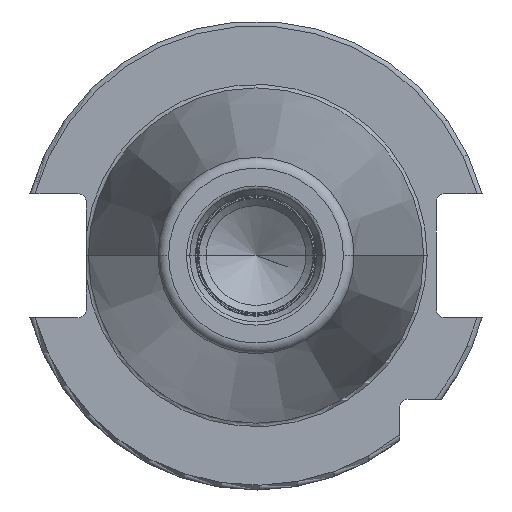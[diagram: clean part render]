
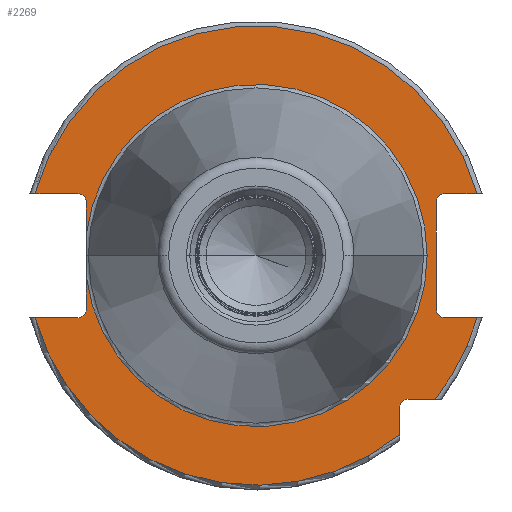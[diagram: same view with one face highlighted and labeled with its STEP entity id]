
A CAD part, left-side view. The second image highlights one B-rep face of the part: STEP entity #2269.
In plain terms, the highlighted planar face has unit normal (-1, 0, 0).
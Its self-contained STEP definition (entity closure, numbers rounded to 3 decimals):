
#105=CARTESIAN_POINT('',(3.2,35.3,-4.415));
#117=CARTESIAN_POINT('',(3.2,0.,0.));
#118=DIRECTION('',(-1.,0.,0.));
#119=DIRECTION('',(0.,0.992,-0.124));
#120=AXIS2_PLACEMENT_3D('',#117,#118,#119);
#391=CARTESIAN_POINT('',(3.2,37.05,-11.15));
#392=DIRECTION('',(1.,0.,0.));
#393=DIRECTION('',(0.,-1.,0.));
#394=AXIS2_PLACEMENT_3D('',#391,#392,#393);
#400=DIRECTION('',(0.,1.,0.));
#401=VECTOR('',#400,6.711);
#402=CARTESIAN_POINT('',(3.2,-45.961,12.9));
#403=LINE('',#402,#401);
#404=DIRECTION('',(0.,0.,1.));
#405=VECTOR('',#404,22.3);
#406=CARTESIAN_POINT('',(3.2,-37.5,-11.15));
#407=LINE('',#406,#405);
#408=DIRECTION('',(0.,1.,0.));
#409=VECTOR('',#408,6.711);
#410=CARTESIAN_POINT('',(3.2,-45.961,-12.9));
#411=LINE('',#410,#409);
#412=CARTESIAN_POINT('',(3.2,0.,0.));
#413=DIRECTION('',(-1.,0.,0.));
#414=DIRECTION('',(0.,-0.78,-0.625));
#415=AXIS2_PLACEMENT_3D('',#412,#413,#414);
#417=DIRECTION('',(0.,-1.,0.));
#418=VECTOR('',#417,5.654);
#419=CARTESIAN_POINT('',(3.2,-31.6,-29.85));
#420=LINE('',#419,#418);
#421=DIRECTION('',(0.,0.,1.));
#422=VECTOR('',#421,5.654);
#423=CARTESIAN_POINT('',(3.2,-29.85,-37.254));
#424=LINE('',#423,#422);
#425=CARTESIAN_POINT('',(3.2,0.,0.));
#426=DIRECTION('',(-1.,0.,0.));
#427=DIRECTION('',(0.,0.963,-0.27));
#428=AXIS2_PLACEMENT_3D('',#425,#426,#427);
#430=DIRECTION('',(0.,-1.,0.));
#431=VECTOR('',#430,8.911);
#432=CARTESIAN_POINT('',(3.2,45.961,-12.9));
#433=LINE('',#432,#431);
#434=DIRECTION('',(0.,0.,-1.));
#435=VECTOR('',#434,6.735);
#436=CARTESIAN_POINT('',(3.2,35.3,-4.415));
#437=LINE('',#436,#435);
#438=DIRECTION('',(0.,0.,-1.));
#439=VECTOR('',#438,6.735);
#440=CARTESIAN_POINT('',(3.2,35.3,11.15));
#441=LINE('',#440,#439);
#442=DIRECTION('',(0.,-1.,0.));
#443=VECTOR('',#442,8.911);
#444=CARTESIAN_POINT('',(3.2,45.961,12.9));
#445=LINE('',#444,#443);
#446=CARTESIAN_POINT('',(3.2,0.,0.));
#447=DIRECTION('',(1.,0.,0.));
#448=DIRECTION('',(0.,0.963,0.27));
#449=AXIS2_PLACEMENT_3D('',#446,#447,#448);
#460=CARTESIAN_POINT('',(3.2,-39.25,11.15));
#461=DIRECTION('',(1.,0.,0.));
#462=DIRECTION('',(0.,1.,0.));
#463=AXIS2_PLACEMENT_3D('',#460,#461,#462);
#478=CARTESIAN_POINT('',(3.2,-39.25,-11.15));
#479=DIRECTION('',(1.,0.,0.));
#480=DIRECTION('',(0.,0.,-1.));
#481=AXIS2_PLACEMENT_3D('',#478,#479,#480);
#602=CARTESIAN_POINT('',(3.2,45.961,-12.9));
#637=CARTESIAN_POINT('',(3.2,-45.961,-12.9));
#644=CARTESIAN_POINT('',(3.2,-37.254,-29.85));
#664=CARTESIAN_POINT('',(3.2,-31.6,-31.6));
#665=DIRECTION('',(1.,0.,0.));
#666=DIRECTION('',(0.,1.,0.));
#667=AXIS2_PLACEMENT_3D('',#664,#665,#666);
#749=CARTESIAN_POINT('',(3.2,37.05,11.15));
#750=DIRECTION('',(1.,0.,0.));
#751=DIRECTION('',(0.,0.,1.));
#752=AXIS2_PLACEMENT_3D('',#749,#750,#751);
#835=CARTESIAN_POINT('',(3.2,45.961,12.9));
#842=CARTESIAN_POINT('',(3.2,-45.961,12.9));
#1150=CARTESIAN_POINT('',(3.2,35.3,4.415));
#1161=CARTESIAN_POINT('',(3.2,0.,0.));
#1162=DIRECTION('',(1.,0.,0.));
#1163=DIRECTION('',(0.,0.992,0.124));
#1164=AXIS2_PLACEMENT_3D('',#1161,#1162,#1163);
#1384=CARTESIAN_POINT('',(3.2,-35.575,0.));
#1386=VERTEX_POINT('',#1384);
#1510=VERTEX_POINT('',#1150);
#1512=VERTEX_POINT('',#105);
#1515=VERTEX_POINT('',#835);
#1516=VERTEX_POINT('',#842);
#1519=VERTEX_POINT('',#602);
#1520=VERTEX_POINT('',#637);
#1543=CARTESIAN_POINT('',(3.2,-29.85,-37.254));
#1544=VERTEX_POINT('',#1543);
#1546=CARTESIAN_POINT('',(3.2,-37.5,-11.15));
#1548=VERTEX_POINT('',#1546);
#1550=CARTESIAN_POINT('',(3.2,-39.25,-12.9));
#1552=VERTEX_POINT('',#1550);
#1554=CARTESIAN_POINT('',(3.2,-39.25,12.9));
#1556=VERTEX_POINT('',#1554);
#1558=CARTESIAN_POINT('',(3.2,-37.5,11.15));
#1560=VERTEX_POINT('',#1558);
#1562=CARTESIAN_POINT('',(3.2,35.3,11.15));
#1564=VERTEX_POINT('',#1562);
#1566=CARTESIAN_POINT('',(3.2,37.05,12.9));
#1568=VERTEX_POINT('',#1566);
#1570=CARTESIAN_POINT('',(3.2,37.05,-12.9));
#1572=VERTEX_POINT('',#1570);
#1574=CARTESIAN_POINT('',(3.2,35.3,-11.15));
#1576=VERTEX_POINT('',#1574);
#1581=CARTESIAN_POINT('',(3.2,-29.85,-31.6));
#1582=CARTESIAN_POINT('',(3.2,-31.6,-29.85));
#1583=VERTEX_POINT('',#1581);
#1584=VERTEX_POINT('',#1582);
#1603=VERTEX_POINT('',#644);
#2229=CARTESIAN_POINT('',(3.2,0.,0.));
#2230=DIRECTION('',(1.,0.,0.));
#2231=DIRECTION('',(0.,-1.,0.));
#2232=AXIS2_PLACEMENT_3D('',#2229,#2230,#2231);
#2233=PLANE('',#2232);
#2235=ORIENTED_EDGE('',*,*,#2234,.T.);
#2237=ORIENTED_EDGE('',*,*,#2236,.F.);
#2239=ORIENTED_EDGE('',*,*,#2238,.F.);
#2241=ORIENTED_EDGE('',*,*,#2240,.F.);
#2243=ORIENTED_EDGE('',*,*,#2242,.F.);
#2245=ORIENTED_EDGE('',*,*,#2244,.F.);
#2247=ORIENTED_EDGE('',*,*,#2246,.F.);
#2249=ORIENTED_EDGE('',*,*,#2248,.F.);
#2251=ORIENTED_EDGE('',*,*,#2250,.F.);
#2253=ORIENTED_EDGE('',*,*,#2252,.F.);
#2254=ORIENTED_EDGE('',*,*,#2201,.T.);
#2255=ORIENTED_EDGE('',*,*,#2190,.F.);
#2256=ORIENTED_EDGE('',*,*,#1816,.F.);
#2257=ORIENTED_EDGE('',*,*,#1797,.T.);
#2259=ORIENTED_EDGE('',*,*,#2258,.F.);
#2260=ORIENTED_EDGE('',*,*,#1811,.F.);
#2262=ORIENTED_EDGE('',*,*,#2261,.F.);
#2264=ORIENTED_EDGE('',*,*,#2263,.F.);
#2266=ORIENTED_EDGE('',*,*,#2265,.T.);
#2267=EDGE_LOOP('',(#2235,#2237,#2239,#2241,#2243,#2245,#2247,#2249,#2251,#2253,
#2254,#2255,#2256,#2257,#2259,#2260,#2262,#2264,#2266));
#2268=FACE_OUTER_BOUND('',#2267,.F.);
#2269=ADVANCED_FACE('',(#2268),#2233,.F.);
#121=CIRCLE('',#120,35.575);
#395=CIRCLE('',#394,1.75);
#416=CIRCLE('',#415,47.738);
#429=CIRCLE('',#428,47.738);
#450=CIRCLE('',#449,47.738);
#464=CIRCLE('',#463,1.75);
#482=CIRCLE('',#481,1.75);
#668=CIRCLE('',#667,1.75);
#753=CIRCLE('',#752,1.75);
#1165=CIRCLE('',#1164,35.575);
#1797=EDGE_CURVE('',#1512,#1386,#121,.T.);
#1811=EDGE_CURVE('',#1564,#1510,#441,.T.);
#1816=EDGE_CURVE('',#1512,#1576,#437,.T.);
#2190=EDGE_CURVE('',#1576,#1572,#395,.T.);
#2201=EDGE_CURVE('',#1519,#1572,#433,.T.);
#2234=EDGE_CURVE('',#1516,#1556,#403,.T.);
#2236=EDGE_CURVE('',#1560,#1556,#464,.T.);
#2238=EDGE_CURVE('',#1548,#1560,#407,.T.);
#2240=EDGE_CURVE('',#1552,#1548,#482,.T.);
#2242=EDGE_CURVE('',#1520,#1552,#411,.T.);
#2244=EDGE_CURVE('',#1603,#1520,#416,.T.);
#2246=EDGE_CURVE('',#1584,#1603,#420,.T.);
#2248=EDGE_CURVE('',#1583,#1584,#668,.T.);
#2250=EDGE_CURVE('',#1544,#1583,#424,.T.);
#2252=EDGE_CURVE('',#1519,#1544,#429,.T.);
#2258=EDGE_CURVE('',#1510,#1386,#1165,.T.);
#2261=EDGE_CURVE('',#1568,#1564,#753,.T.);
#2263=EDGE_CURVE('',#1515,#1568,#445,.T.);
#2265=EDGE_CURVE('',#1515,#1516,#450,.T.);
